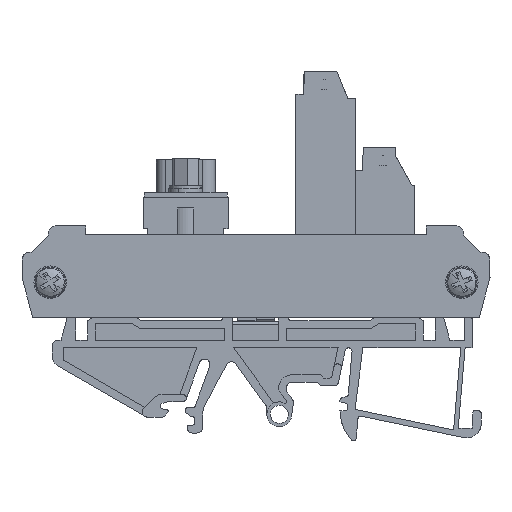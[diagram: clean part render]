
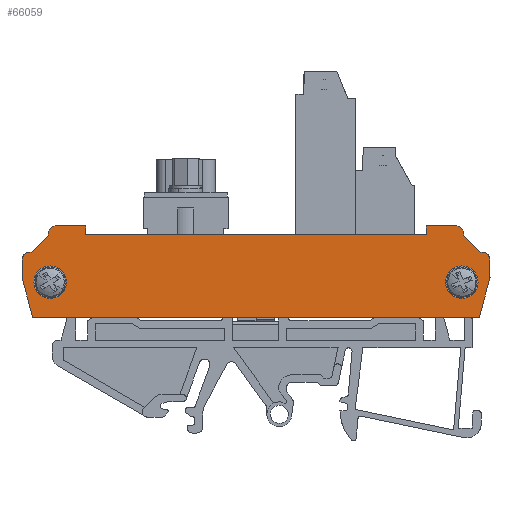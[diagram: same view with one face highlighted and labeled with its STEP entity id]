
A CAD part, left-side view. The second image highlights one B-rep face of the part: STEP entity #66059.
In plain terms, the highlighted planar face has unit normal (-1, 0, 0).
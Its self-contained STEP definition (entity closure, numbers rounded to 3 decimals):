
#10235=AXIS2_PLACEMENT_3D('Circle Axis2P3D',#10233,#10234,$) ;
#10267=AXIS2_PLACEMENT_3D('Circle Axis2P3D',#10265,#10266,$) ;
#33457=AXIS2_PLACEMENT_3D('Circle Axis2P3D',#33455,#33456,$) ;
#33530=AXIS2_PLACEMENT_3D('Circle Axis2P3D',#33528,#33529,$) ;
#33571=AXIS2_PLACEMENT_3D('Circle Axis2P3D',#33569,#33570,$) ;
#33601=AXIS2_PLACEMENT_3D('Circle Axis2P3D',#33599,#33600,$) ;
#33635=AXIS2_PLACEMENT_3D('Circle Axis2P3D',#33633,#33634,$) ;
#33665=AXIS2_PLACEMENT_3D('Circle Axis2P3D',#33663,#33664,$) ;
#65993=AXIS2_PLACEMENT_3D('Plane Axis2P3D',#65990,#65991,#65992) ;
#10230=CARTESIAN_POINT('Vertex',(0.,6.37,39.652)) ;
#10233=CARTESIAN_POINT('Axis2P3D Location',(0.,6.37,38.152)) ;
#10237=CARTESIAN_POINT('Vertex',(0.,4.87,38.152)) ;
#10262=CARTESIAN_POINT('Vertex',(0.,1.723,34.775)) ;
#10265=CARTESIAN_POINT('Axis2P3D Location',(0.,1.5,33.292)) ;
#10269=CARTESIAN_POINT('Vertex',(0.,0.,33.292)) ;
#33413=CARTESIAN_POINT('Vertex',(0.,86.4,33.292)) ;
#33427=CARTESIAN_POINT('Vertex',(0.,86.4,30.084)) ;
#33430=CARTESIAN_POINT('Line Origine',(0.,86.4,31.688)) ;
#33455=CARTESIAN_POINT('Axis2P3D Location',(0.,84.9,33.292)) ;
#33459=CARTESIAN_POINT('Vertex',(0.,84.677,34.775)) ;
#33486=CARTESIAN_POINT('Vertex',(0.,81.53,37.922)) ;
#33494=CARTESIAN_POINT('Line Origine',(0.,83.103,36.349)) ;
#33525=CARTESIAN_POINT('Vertex',(0.,81.53,38.152)) ;
#33528=CARTESIAN_POINT('Axis2P3D Location',(0.,80.03,38.152)) ;
#33532=CARTESIAN_POINT('Vertex',(0.,80.03,39.652)) ;
#33566=CARTESIAN_POINT('Vertex',(0.,8.2,29.252)) ;
#33569=CARTESIAN_POINT('Axis2P3D Location',(0.,5.2,29.252)) ;
#33573=CARTESIAN_POINT('Vertex',(0.,2.2,29.252)) ;
#33599=CARTESIAN_POINT('Axis2P3D Location',(0.,5.2,29.252)) ;
#33630=CARTESIAN_POINT('Vertex',(0.,84.2,29.252)) ;
#33633=CARTESIAN_POINT('Axis2P3D Location',(0.,81.2,29.252)) ;
#33637=CARTESIAN_POINT('Vertex',(0.,78.2,29.252)) ;
#33663=CARTESIAN_POINT('Axis2P3D Location',(0.,81.2,29.252)) ;
#53558=CARTESIAN_POINT('Line Origine',(0.,81.53,38.037)) ;
#60920=CARTESIAN_POINT('Vertex',(0.,84.435,22.752)) ;
#60923=CARTESIAN_POINT('Line Origine',(0.,85.418,26.418)) ;
#62883=CARTESIAN_POINT('Vertex',(0.,11.8,38.052)) ;
#62888=CARTESIAN_POINT('Line Origine',(0.,11.8,38.852)) ;
#62892=CARTESIAN_POINT('Vertex',(0.,11.8,39.652)) ;
#62924=CARTESIAN_POINT('Vertex',(0.,74.6,38.052)) ;
#62929=CARTESIAN_POINT('Line Origine',(0.,43.2,38.052)) ;
#62956=CARTESIAN_POINT('Vertex',(0.,74.6,39.652)) ;
#62961=CARTESIAN_POINT('Line Origine',(0.,74.6,38.852)) ;
#64034=CARTESIAN_POINT('Line Origine',(0.,77.315,39.652)) ;
#65990=CARTESIAN_POINT('Axis2P3D Location',(0.,1.5,33.292)) ;
#65995=CARTESIAN_POINT('Line Origine',(0.,3.297,36.349)) ;
#65999=CARTESIAN_POINT('Vertex',(0.,4.87,37.922)) ;
#66002=CARTESIAN_POINT('Line Origine',(0.,4.87,38.037)) ;
#66007=CARTESIAN_POINT('Line Origine',(0.,9.085,39.652)) ;
#66012=CARTESIAN_POINT('Line Origine',(0.,43.2,22.752)) ;
#66016=CARTESIAN_POINT('Vertex',(0.,1.965,22.752)) ;
#66019=CARTESIAN_POINT('Line Origine',(0.,0.982,26.418)) ;
#66023=CARTESIAN_POINT('Vertex',(0.,0.,30.084)) ;
#66026=CARTESIAN_POINT('Line Origine',(0.,0.,31.688)) ;
#10234=DIRECTION('Axis2P3D Direction',(1.,0.,0.)) ;
#10266=DIRECTION('Axis2P3D Direction',(1.,0.,0.)) ;
#33431=DIRECTION('Vector Direction',(0.,0.,1.)) ;
#33456=DIRECTION('Axis2P3D Direction',(1.,0.,0.)) ;
#33495=DIRECTION('Vector Direction',(0.,-0.707,0.707)) ;
#33529=DIRECTION('Axis2P3D Direction',(1.,0.,0.)) ;
#33570=DIRECTION('Axis2P3D Direction',(-1.,0.,0.)) ;
#33600=DIRECTION('Axis2P3D Direction',(-1.,0.,0.)) ;
#33634=DIRECTION('Axis2P3D Direction',(-1.,0.,0.)) ;
#33664=DIRECTION('Axis2P3D Direction',(-1.,0.,0.)) ;
#53559=DIRECTION('Vector Direction',(0.,0.,-1.)) ;
#60924=DIRECTION('Vector Direction',(0.,0.259,0.966)) ;
#62889=DIRECTION('Vector Direction',(0.,0.,1.)) ;
#62930=DIRECTION('Vector Direction',(0.,-1.,0.)) ;
#62962=DIRECTION('Vector Direction',(0.,0.,-1.)) ;
#64035=DIRECTION('Vector Direction',(0.,-1.,0.)) ;
#65991=DIRECTION('Axis2P3D Direction',(1.,0.,0.)) ;
#65992=DIRECTION('Axis2P3D XDirection',(0.,1.,0.)) ;
#65996=DIRECTION('Vector Direction',(0.,-0.707,-0.707)) ;
#66003=DIRECTION('Vector Direction',(0.,0.,1.)) ;
#66008=DIRECTION('Vector Direction',(0.,-1.,0.)) ;
#66013=DIRECTION('Vector Direction',(0.,1.,0.)) ;
#66020=DIRECTION('Vector Direction',(0.,0.259,-0.966)) ;
#66027=DIRECTION('Vector Direction',(0.,0.,-1.)) ;
#33432=VECTOR('Line Direction',#33431,1.) ;
#33496=VECTOR('Line Direction',#33495,1.) ;
#53560=VECTOR('Line Direction',#53559,1.) ;
#60925=VECTOR('Line Direction',#60924,1.) ;
#62890=VECTOR('Line Direction',#62889,1.) ;
#62931=VECTOR('Line Direction',#62930,1.) ;
#62963=VECTOR('Line Direction',#62962,1.) ;
#64036=VECTOR('Line Direction',#64035,1.) ;
#65997=VECTOR('Line Direction',#65996,1.) ;
#66004=VECTOR('Line Direction',#66003,1.) ;
#66009=VECTOR('Line Direction',#66008,1.) ;
#66014=VECTOR('Line Direction',#66013,1.) ;
#66021=VECTOR('Line Direction',#66020,1.) ;
#66028=VECTOR('Line Direction',#66027,1.) ;
#66032=ORIENTED_EDGE('',*,*,#66001,.F.) ;
#66033=ORIENTED_EDGE('',*,*,#66006,.T.) ;
#66034=ORIENTED_EDGE('',*,*,#10239,.F.) ;
#66035=ORIENTED_EDGE('',*,*,#66011,.F.) ;
#66036=ORIENTED_EDGE('',*,*,#62894,.F.) ;
#66037=ORIENTED_EDGE('',*,*,#62933,.F.) ;
#66038=ORIENTED_EDGE('',*,*,#62965,.F.) ;
#66039=ORIENTED_EDGE('',*,*,#64038,.F.) ;
#66040=ORIENTED_EDGE('',*,*,#33534,.F.) ;
#66041=ORIENTED_EDGE('',*,*,#53562,.T.) ;
#66042=ORIENTED_EDGE('',*,*,#33498,.F.) ;
#66043=ORIENTED_EDGE('',*,*,#33461,.F.) ;
#66044=ORIENTED_EDGE('',*,*,#33434,.F.) ;
#66045=ORIENTED_EDGE('',*,*,#60927,.F.) ;
#66046=ORIENTED_EDGE('',*,*,#66018,.F.) ;
#66047=ORIENTED_EDGE('',*,*,#66025,.F.) ;
#66048=ORIENTED_EDGE('',*,*,#66030,.F.) ;
#66049=ORIENTED_EDGE('',*,*,#10271,.F.) ;
#66052=ORIENTED_EDGE('',*,*,#33603,.F.) ;
#66053=ORIENTED_EDGE('',*,*,#33575,.F.) ;
#66056=ORIENTED_EDGE('',*,*,#33667,.F.) ;
#66057=ORIENTED_EDGE('',*,*,#33639,.F.) ;
#66054=FACE_BOUND('',#66051,.T.) ;
#66058=FACE_BOUND('',#66055,.T.) ;
#66059=ADVANCED_FACE('NONE',(#66050,#66054,#66058),#65994,.F.) ;
#10236=CIRCLE('generated circle',#10235,1.5) ;
#10268=CIRCLE('generated circle',#10267,1.5) ;
#33458=CIRCLE('generated circle',#33457,1.5) ;
#33531=CIRCLE('generated circle',#33530,1.5) ;
#33572=CIRCLE('generated circle',#33571,3.) ;
#33602=CIRCLE('generated circle',#33601,3.) ;
#33636=CIRCLE('generated circle',#33635,3.) ;
#33666=CIRCLE('generated circle',#33665,3.) ;
#10239=EDGE_CURVE('',#10231,#10238,#10236,.T.) ;
#10271=EDGE_CURVE('',#10263,#10270,#10268,.T.) ;
#33434=EDGE_CURVE('',#33428,#33414,#33433,.T.) ;
#33461=EDGE_CURVE('',#33414,#33460,#33458,.T.) ;
#33498=EDGE_CURVE('',#33460,#33487,#33497,.T.) ;
#33534=EDGE_CURVE('',#33526,#33533,#33531,.T.) ;
#33575=EDGE_CURVE('',#33567,#33574,#33572,.T.) ;
#33603=EDGE_CURVE('',#33574,#33567,#33602,.T.) ;
#33639=EDGE_CURVE('',#33631,#33638,#33636,.T.) ;
#33667=EDGE_CURVE('',#33638,#33631,#33666,.T.) ;
#53562=EDGE_CURVE('',#33526,#33487,#53561,.T.) ;
#60927=EDGE_CURVE('',#60921,#33428,#60926,.T.) ;
#62894=EDGE_CURVE('',#62884,#62893,#62891,.T.) ;
#62933=EDGE_CURVE('',#62925,#62884,#62932,.T.) ;
#62965=EDGE_CURVE('',#62957,#62925,#62964,.T.) ;
#64038=EDGE_CURVE('',#33533,#62957,#64037,.T.) ;
#66001=EDGE_CURVE('',#66000,#10263,#65998,.T.) ;
#66006=EDGE_CURVE('',#66000,#10238,#66005,.T.) ;
#66011=EDGE_CURVE('',#62893,#10231,#66010,.T.) ;
#66018=EDGE_CURVE('',#66017,#60921,#66015,.T.) ;
#66025=EDGE_CURVE('',#66024,#66017,#66022,.T.) ;
#66030=EDGE_CURVE('',#10270,#66024,#66029,.T.) ;
#66031=EDGE_LOOP('',(#66032,#66033,#66034,#66035,#66036,#66037,#66038,#66039,#66040,#66041,#66042,#66043,#66044,#66045,#66046,#66047,#66048,#66049)) ;
#66051=EDGE_LOOP('',(#66052,#66053)) ;
#66055=EDGE_LOOP('',(#66056,#66057)) ;
#66050=FACE_OUTER_BOUND('',#66031,.T.) ;
#33433=LINE('Line',#33430,#33432) ;
#33497=LINE('Line',#33494,#33496) ;
#53561=LINE('Line',#53558,#53560) ;
#60926=LINE('Line',#60923,#60925) ;
#62891=LINE('Line',#62888,#62890) ;
#62932=LINE('Line',#62929,#62931) ;
#62964=LINE('Line',#62961,#62963) ;
#64037=LINE('Line',#64034,#64036) ;
#65998=LINE('Line',#65995,#65997) ;
#66005=LINE('Line',#66002,#66004) ;
#66010=LINE('Line',#66007,#66009) ;
#66015=LINE('Line',#66012,#66014) ;
#66022=LINE('Line',#66019,#66021) ;
#66029=LINE('Line',#66026,#66028) ;
#65994=PLANE('',#65993) ;
#10231=VERTEX_POINT('',#10230) ;
#10238=VERTEX_POINT('',#10237) ;
#10263=VERTEX_POINT('',#10262) ;
#10270=VERTEX_POINT('',#10269) ;
#33414=VERTEX_POINT('',#33413) ;
#33428=VERTEX_POINT('',#33427) ;
#33460=VERTEX_POINT('',#33459) ;
#33487=VERTEX_POINT('',#33486) ;
#33526=VERTEX_POINT('',#33525) ;
#33533=VERTEX_POINT('',#33532) ;
#33567=VERTEX_POINT('',#33566) ;
#33574=VERTEX_POINT('',#33573) ;
#33631=VERTEX_POINT('',#33630) ;
#33638=VERTEX_POINT('',#33637) ;
#60921=VERTEX_POINT('',#60920) ;
#62884=VERTEX_POINT('',#62883) ;
#62893=VERTEX_POINT('',#62892) ;
#62925=VERTEX_POINT('',#62924) ;
#62957=VERTEX_POINT('',#62956) ;
#66000=VERTEX_POINT('',#65999) ;
#66017=VERTEX_POINT('',#66016) ;
#66024=VERTEX_POINT('',#66023) ;
